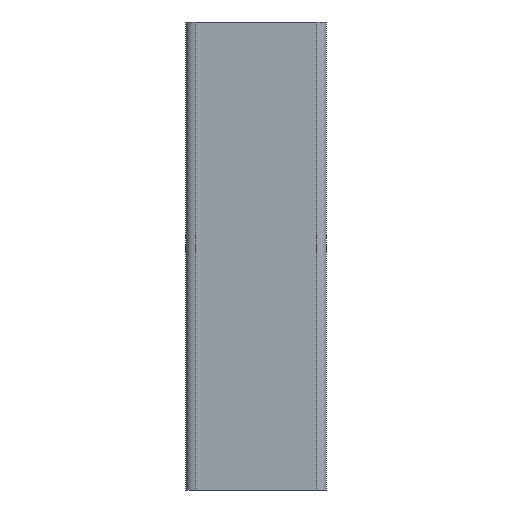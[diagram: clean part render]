
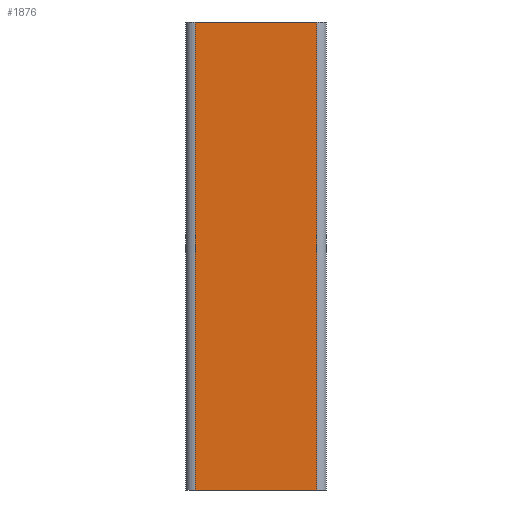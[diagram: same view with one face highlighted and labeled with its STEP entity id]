
A CAD part, front view. The second image highlights one B-rep face of the part: STEP entity #1876.
In plain terms, the highlighted planar face has unit normal (0, -1, 0).
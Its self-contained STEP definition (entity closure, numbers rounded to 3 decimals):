
#70=PLANE('',#2039);
#261=LINE('',#3084,#463);
#269=LINE('',#3108,#471);
#270=LINE('',#3111,#472);
#271=LINE('',#3112,#473);
#463=VECTOR('',#2530,26.);
#471=VECTOR('',#2556,100.);
#472=VECTOR('',#2559,26.);
#473=VECTOR('',#2560,100.);
#576=FACE_OUTER_BOUND('',#675,.T.);
#675=EDGE_LOOP('',(#1646,#1647,#1648,#1649));
#925=VERTEX_POINT('',#3081);
#926=VERTEX_POINT('',#3083);
#933=VERTEX_POINT('',#3106);
#934=VERTEX_POINT('',#3110);
#1188=EDGE_CURVE('',#925,#926,#261,.T.);
#1201=EDGE_CURVE('',#925,#933,#269,.T.);
#1202=EDGE_CURVE('',#933,#934,#270,.T.);
#1203=EDGE_CURVE('',#926,#934,#271,.T.);
#1646=ORIENTED_EDGE('',*,*,#1202,.T.);
#1647=ORIENTED_EDGE('',*,*,#1203,.F.);
#1648=ORIENTED_EDGE('',*,*,#1188,.F.);
#1649=ORIENTED_EDGE('',*,*,#1201,.T.);
#1876=ADVANCED_FACE('',(#576),#70,.T.);
#2039=AXIS2_PLACEMENT_3D('',#3109,#2557,#2558);
#2530=DIRECTION('',(-1.,0.,0.));
#2556=DIRECTION('',(0.,0.,1.));
#2557=DIRECTION('center_axis',(0.,-1.,0.));
#2558=DIRECTION('ref_axis',(1.,0.,0.));
#2559=DIRECTION('',(-1.,0.,0.));
#2560=DIRECTION('',(0.,0.,1.));
#3081=CARTESIAN_POINT('',(13.,-15.,0.));
#3083=CARTESIAN_POINT('',(-13.,-15.,0.));
#3084=CARTESIAN_POINT('',(-6.5,-15.,0.));
#3106=CARTESIAN_POINT('',(13.,-15.,100.));
#3108=CARTESIAN_POINT('',(13.,-15.,0.));
#3109=CARTESIAN_POINT('Origin',(-13.,-15.,0.));
#3110=CARTESIAN_POINT('',(-13.,-15.,100.));
#3111=CARTESIAN_POINT('',(-6.5,-15.,100.));
#3112=CARTESIAN_POINT('',(-13.,-15.,0.));
